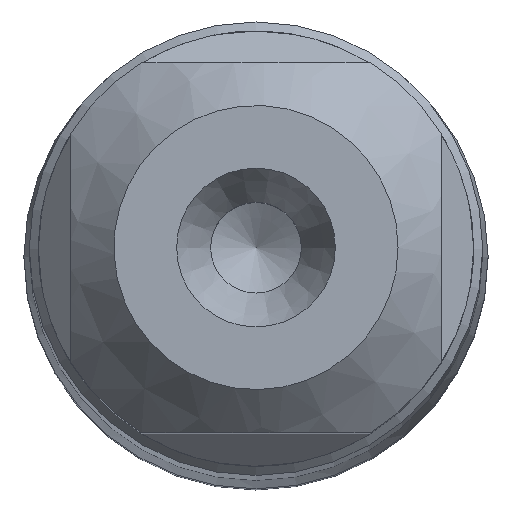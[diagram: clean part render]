
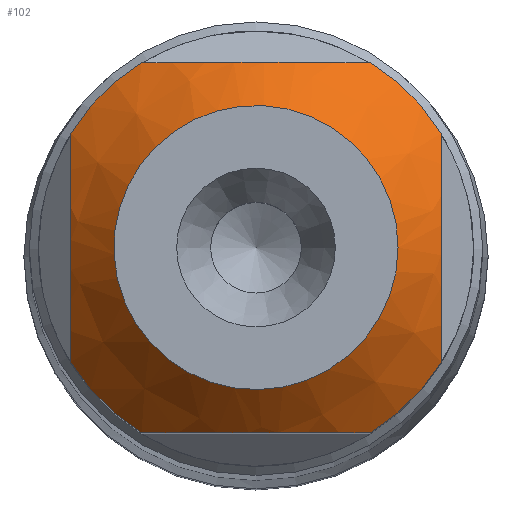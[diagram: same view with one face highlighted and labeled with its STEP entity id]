
A CAD part, top view. The second image highlights one B-rep face of the part: STEP entity #102.
In plain terms, the highlighted conical face has half-angle 45 degrees and reference radius 1.88 mm.
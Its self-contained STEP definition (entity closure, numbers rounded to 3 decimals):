
#102=ADVANCED_FACE('',(#142,#143),#132,.T.);
#132=CONICAL_SURFACE('',#472,1.88,45.);
#142=FACE_BOUND('',#182,.T.);
#143=FACE_BOUND('',#183,.T.);
#182=EDGE_LOOP('',(#230));
#183=EDGE_LOOP('',(#231,#232,#233,#234,#235,#236,#237,#238));
#230=ORIENTED_EDGE('',*,*,#353,.F.);
#231=ORIENTED_EDGE('',*,*,#354,.T.);
#232=ORIENTED_EDGE('',*,*,#355,.T.);
#233=ORIENTED_EDGE('',*,*,#356,.T.);
#234=ORIENTED_EDGE('',*,*,#357,.T.);
#235=ORIENTED_EDGE('',*,*,#358,.T.);
#236=ORIENTED_EDGE('',*,*,#359,.T.);
#237=ORIENTED_EDGE('',*,*,#360,.T.);
#238=ORIENTED_EDGE('',*,*,#361,.T.);
#316=VERTEX_POINT('',#694);
#317=VERTEX_POINT('',#696);
#318=VERTEX_POINT('',#697);
#319=VERTEX_POINT('',#704);
#320=VERTEX_POINT('',#706);
#321=VERTEX_POINT('',#713);
#322=VERTEX_POINT('',#715);
#323=VERTEX_POINT('',#722);
#324=VERTEX_POINT('',#724);
#353=EDGE_CURVE('',#316,#316,#396,.T.);
#354=EDGE_CURVE('',#317,#318,#397,.T.);
#355=EDGE_CURVE('',#318,#319,#428,.T.);
#356=EDGE_CURVE('',#319,#320,#398,.T.);
#357=EDGE_CURVE('',#320,#321,#429,.T.);
#358=EDGE_CURVE('',#321,#322,#399,.T.);
#359=EDGE_CURVE('',#322,#323,#430,.T.);
#360=EDGE_CURVE('',#323,#324,#400,.T.);
#361=EDGE_CURVE('',#324,#317,#431,.T.);
#396=CIRCLE('',#467,1.88);
#397=CIRCLE('',#468,2.88);
#398=CIRCLE('',#469,2.88);
#399=CIRCLE('',#470,2.88);
#400=CIRCLE('',#471,2.88);
#428=B_SPLINE_CURVE_WITH_KNOTS('',3,(#698,#699,#700,#701,#702,#703),
 .UNSPECIFIED.,.F.,.F.,(4,2,4),(0.,0.5,1.),.UNSPECIFIED.);
#429=B_SPLINE_CURVE_WITH_KNOTS('',3,(#707,#708,#709,#710,#711,#712),
 .UNSPECIFIED.,.F.,.F.,(4,2,4),(0.,0.5,1.),.UNSPECIFIED.);
#430=B_SPLINE_CURVE_WITH_KNOTS('',3,(#716,#717,#718,#719,#720,#721),
 .UNSPECIFIED.,.F.,.F.,(4,2,4),(0.,0.5,1.),.UNSPECIFIED.);
#431=B_SPLINE_CURVE_WITH_KNOTS('',3,(#725,#726,#727,#728,#729,#730),
 .UNSPECIFIED.,.F.,.F.,(4,2,4),(0.,0.5,1.),.UNSPECIFIED.);
#467=AXIS2_PLACEMENT_3D('',#693,#532,#533);
#468=AXIS2_PLACEMENT_3D('',#695,#534,#535);
#469=AXIS2_PLACEMENT_3D('',#705,#536,#537);
#470=AXIS2_PLACEMENT_3D('',#714,#538,#539);
#471=AXIS2_PLACEMENT_3D('',#723,#540,#541);
#472=AXIS2_PLACEMENT_3D('',#731,#542,#543);
#532=DIRECTION('',(0.,0.,1.));
#533=DIRECTION('',(1.,0.,0.));
#534=DIRECTION('',(0.,0.,1.));
#535=DIRECTION('',(-1.,0.,0.));
#536=DIRECTION('',(0.,0.,1.));
#537=DIRECTION('',(-1.,0.,0.));
#538=DIRECTION('',(0.,0.,1.));
#539=DIRECTION('',(-1.,0.,0.));
#540=DIRECTION('',(0.,0.,1.));
#541=DIRECTION('',(-1.,0.,0.));
#542=DIRECTION('',(0.,0.,-1.));
#543=DIRECTION('',(-1.,0.,0.));
#693=CARTESIAN_POINT('',(0.,0.,0.));
#694=CARTESIAN_POINT('',(1.88,0.,0.));
#695=CARTESIAN_POINT('',(0.,0.,-1.));
#696=CARTESIAN_POINT('',(1.514,-2.45,-1.));
#697=CARTESIAN_POINT('',(2.45,-1.514,-1.));
#698=CARTESIAN_POINT('',(2.45,-1.514,-1.));
#699=CARTESIAN_POINT('',(2.45,-1.043,-0.752));
#700=CARTESIAN_POINT('',(2.45,-0.528,-0.57));
#701=CARTESIAN_POINT('',(2.45,0.527,-0.57));
#702=CARTESIAN_POINT('',(2.45,1.043,-0.752));
#703=CARTESIAN_POINT('',(2.45,1.514,-1.));
#704=CARTESIAN_POINT('',(2.45,1.514,-1.));
#705=CARTESIAN_POINT('',(0.,0.,-1.));
#706=CARTESIAN_POINT('',(1.514,2.45,-1.));
#707=CARTESIAN_POINT('',(1.514,2.45,-1.));
#708=CARTESIAN_POINT('',(1.043,2.45,-0.752));
#709=CARTESIAN_POINT('',(0.528,2.45,-0.57));
#710=CARTESIAN_POINT('',(-0.527,2.45,-0.57));
#711=CARTESIAN_POINT('',(-1.043,2.45,-0.752));
#712=CARTESIAN_POINT('',(-1.514,2.45,-1.));
#713=CARTESIAN_POINT('',(-1.514,2.45,-1.));
#714=CARTESIAN_POINT('',(0.,0.,-1.));
#715=CARTESIAN_POINT('',(-2.45,1.514,-1.));
#716=CARTESIAN_POINT('',(-2.45,1.514,-1.));
#717=CARTESIAN_POINT('',(-2.45,1.043,-0.752));
#718=CARTESIAN_POINT('',(-2.45,0.527,-0.57));
#719=CARTESIAN_POINT('',(-2.45,-0.528,-0.57));
#720=CARTESIAN_POINT('',(-2.45,-1.043,-0.752));
#721=CARTESIAN_POINT('',(-2.45,-1.514,-1.));
#722=CARTESIAN_POINT('',(-2.45,-1.514,-1.));
#723=CARTESIAN_POINT('',(0.,0.,-1.));
#724=CARTESIAN_POINT('',(-1.514,-2.45,-1.));
#725=CARTESIAN_POINT('',(-1.514,-2.45,-1.));
#726=CARTESIAN_POINT('',(-1.043,-2.45,-0.752));
#727=CARTESIAN_POINT('',(-0.527,-2.45,-0.57));
#728=CARTESIAN_POINT('',(0.528,-2.45,-0.57));
#729=CARTESIAN_POINT('',(1.043,-2.45,-0.752));
#730=CARTESIAN_POINT('',(1.514,-2.45,-1.));
#731=CARTESIAN_POINT('',(0.,0.,0.));
